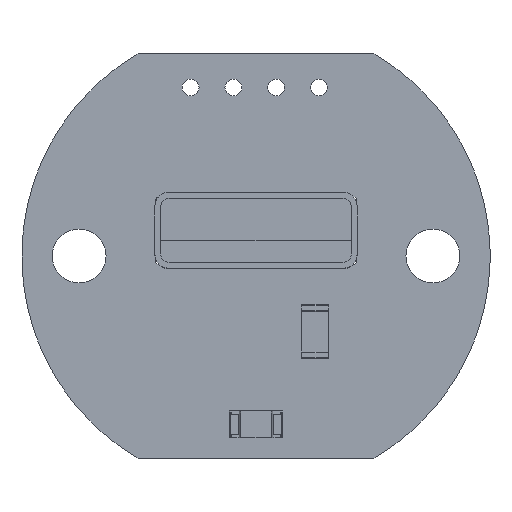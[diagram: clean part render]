
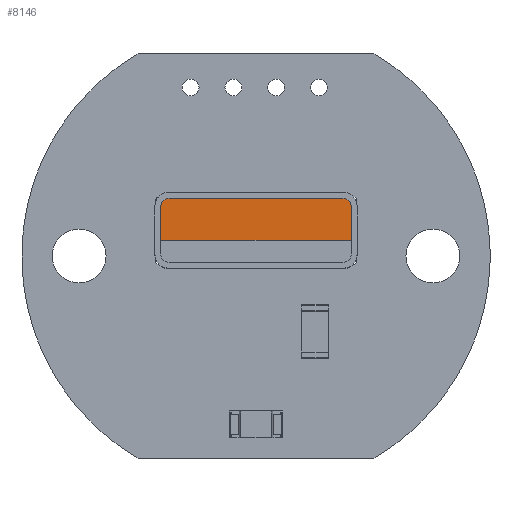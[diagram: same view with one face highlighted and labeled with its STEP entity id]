
A CAD part, top view. The second image highlights one B-rep face of the part: STEP entity #8146.
In plain terms, the highlighted planar face has unit normal (0, 0, 1).
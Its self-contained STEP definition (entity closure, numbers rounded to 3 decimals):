
#7741 = PLANE('',#7742);
#7742 = AXIS2_PLACEMENT_3D('',#7743,#7744,#7745);
#7743 = CARTESIAN_POINT('',(-5.65,1.9,0.));
#7744 = DIRECTION('',(0.,1.,0.));
#7745 = DIRECTION('',(1.,0.,0.));
#7766 = VERTEX_POINT('',#7767);
#7767 = CARTESIAN_POINT('',(-5.15,1.9,7.5));
#7781 = CYLINDRICAL_SURFACE('',#7782,0.5);
#7782 = AXIS2_PLACEMENT_3D('',#7783,#7784,#7785);
#7783 = CARTESIAN_POINT('',(-5.15,1.4,0.));
#7784 = DIRECTION('',(0.,0.,1.));
#7785 = DIRECTION('',(0.,1.,0.));
#7793 = EDGE_CURVE('',#7766,#7794,#7796,.T.);
#7794 = VERTEX_POINT('',#7795);
#7795 = CARTESIAN_POINT('',(5.15,1.9,7.5));
#7796 = SURFACE_CURVE('',#7797,(#7801,#7808),.PCURVE_S1.);
#7797 = LINE('',#7798,#7799);
#7798 = CARTESIAN_POINT('',(-5.65,1.9,7.5));
#7799 = VECTOR('',#7800,1.);
#7800 = DIRECTION('',(1.,0.,0.));
#7801 = PCURVE('',#7741,#7802);
#7802 = DEFINITIONAL_REPRESENTATION('',(#7803),#7807);
#7803 = LINE('',#7804,#7805);
#7804 = CARTESIAN_POINT('',(0.,-7.5));
#7805 = VECTOR('',#7806,1.);
#7806 = DIRECTION('',(1.,0.));
#7807 = ( GEOMETRIC_REPRESENTATION_CONTEXT(2) 
PARAMETRIC_REPRESENTATION_CONTEXT() REPRESENTATION_CONTEXT('2D SPACE',''
  ) );
#7808 = PCURVE('',#7809,#7814);
#7809 = PLANE('',#7810);
#7810 = AXIS2_PLACEMENT_3D('',#7811,#7812,#7813);
#7811 = CARTESIAN_POINT('',(0.,0.,7.5));
#7812 = DIRECTION('',(0.,0.,1.));
#7813 = DIRECTION('',(1.,0.,0.));
#7814 = DEFINITIONAL_REPRESENTATION('',(#7815),#7819);
#7815 = LINE('',#7816,#7817);
#7816 = CARTESIAN_POINT('',(-5.65,1.9));
#7817 = VECTOR('',#7818,1.);
#7818 = DIRECTION('',(1.,0.));
#7819 = ( GEOMETRIC_REPRESENTATION_CONTEXT(2) 
PARAMETRIC_REPRESENTATION_CONTEXT() REPRESENTATION_CONTEXT('2D SPACE',''
  ) );
#7835 = CYLINDRICAL_SURFACE('',#7836,0.5);
#7836 = AXIS2_PLACEMENT_3D('',#7837,#7838,#7839);
#7837 = CARTESIAN_POINT('',(5.15,1.4,0.));
#7838 = DIRECTION('',(0.,0.,1.));
#7839 = DIRECTION('',(0.,1.,0.));
#7868 = PLANE('',#7869);
#7869 = AXIS2_PLACEMENT_3D('',#7870,#7871,#7872);
#7870 = CARTESIAN_POINT('',(-5.65,-0.499,7.001));
#7871 = DIRECTION('',(-1.,-0.,-0.));
#7872 = DIRECTION('',(0.,0.,-1.));
#7982 = PLANE('',#7983);
#7983 = AXIS2_PLACEMENT_3D('',#7984,#7985,#7986);
#7984 = CARTESIAN_POINT('',(5.65,-0.499,7.001));
#7985 = DIRECTION('',(1.,0.,0.));
#7986 = DIRECTION('',(0.,0.,1.));
#8048 = VERTEX_POINT('',#8049);
#8049 = CARTESIAN_POINT('',(-5.65,1.4,7.5));
#8070 = EDGE_CURVE('',#7766,#8048,#8071,.T.);
#8071 = SURFACE_CURVE('',#8072,(#8077,#8084),.PCURVE_S1.);
#8072 = CIRCLE('',#8073,0.5);
#8073 = AXIS2_PLACEMENT_3D('',#8074,#8075,#8076);
#8074 = CARTESIAN_POINT('',(-5.15,1.4,7.5));
#8075 = DIRECTION('',(-0.,0.,1.));
#8076 = DIRECTION('',(0.,-1.,0.));
#8077 = PCURVE('',#7781,#8078);
#8078 = DEFINITIONAL_REPRESENTATION('',(#8079),#8083);
#8079 = LINE('',#8080,#8081);
#8080 = CARTESIAN_POINT('',(-3.142,7.5));
#8081 = VECTOR('',#8082,1.);
#8082 = DIRECTION('',(1.,0.));
#8083 = ( GEOMETRIC_REPRESENTATION_CONTEXT(2) 
PARAMETRIC_REPRESENTATION_CONTEXT() REPRESENTATION_CONTEXT('2D SPACE',''
  ) );
#8084 = PCURVE('',#7809,#8085);
#8085 = DEFINITIONAL_REPRESENTATION('',(#8086),#8090);
#8086 = CIRCLE('',#8087,0.5);
#8087 = AXIS2_PLACEMENT_2D('',#8088,#8089);
#8088 = CARTESIAN_POINT('',(-5.15,1.4));
#8089 = DIRECTION('',(0.,-1.));
#8090 = ( GEOMETRIC_REPRESENTATION_CONTEXT(2) 
PARAMETRIC_REPRESENTATION_CONTEXT() REPRESENTATION_CONTEXT('2D SPACE',''
  ) );
#8097 = EDGE_CURVE('',#7794,#8098,#8100,.T.);
#8098 = VERTEX_POINT('',#8099);
#8099 = CARTESIAN_POINT('',(5.65,1.4,7.5));
#8100 = SURFACE_CURVE('',#8101,(#8106,#8113),.PCURVE_S1.);
#8101 = CIRCLE('',#8102,0.5);
#8102 = AXIS2_PLACEMENT_3D('',#8103,#8104,#8105);
#8103 = CARTESIAN_POINT('',(5.15,1.4,7.5));
#8104 = DIRECTION('',(-0.,-0.,-1.));
#8105 = DIRECTION('',(0.,-1.,0.));
#8106 = PCURVE('',#7835,#8107);
#8107 = DEFINITIONAL_REPRESENTATION('',(#8108),#8112);
#8108 = LINE('',#8109,#8110);
#8109 = CARTESIAN_POINT('',(9.425,7.5));
#8110 = VECTOR('',#8111,1.);
#8111 = DIRECTION('',(-1.,0.));
#8112 = ( GEOMETRIC_REPRESENTATION_CONTEXT(2) 
PARAMETRIC_REPRESENTATION_CONTEXT() REPRESENTATION_CONTEXT('2D SPACE',''
  ) );
#8113 = PCURVE('',#7809,#8114);
#8114 = DEFINITIONAL_REPRESENTATION('',(#8115),#8123);
#8115 = ( BOUNDED_CURVE() B_SPLINE_CURVE(2,(#8116,#8117,#8118,#8119,
#8120,#8121,#8122),.UNSPECIFIED.,.T.,.F.) B_SPLINE_CURVE_WITH_KNOTS((1,2
    ,2,2,2,1),(-2.094,0.,2.094,4.189,
6.283,8.378),.UNSPECIFIED.) CURVE() 
GEOMETRIC_REPRESENTATION_ITEM() RATIONAL_B_SPLINE_CURVE((1.,0.5,1.,0.5,
1.,0.5,1.)) REPRESENTATION_ITEM('') );
#8116 = CARTESIAN_POINT('',(5.15,0.9));
#8117 = CARTESIAN_POINT('',(4.284,0.9));
#8118 = CARTESIAN_POINT('',(4.717,1.65));
#8119 = CARTESIAN_POINT('',(5.15,2.4));
#8120 = CARTESIAN_POINT('',(5.583,1.65));
#8121 = CARTESIAN_POINT('',(6.016,0.9));
#8122 = CARTESIAN_POINT('',(5.15,0.9));
#8123 = ( GEOMETRIC_REPRESENTATION_CONTEXT(2) 
PARAMETRIC_REPRESENTATION_CONTEXT() REPRESENTATION_CONTEXT('2D SPACE',''
  ) );
#8146 = ADVANCED_FACE('',(#8147),#7809,.T.);
#8147 = FACE_BOUND('',#8148,.T.);
#8148 = EDGE_LOOP('',(#8149,#8172,#8200,#8221,#8222,#8223));
#8149 = ORIENTED_EDGE('',*,*,#8150,.F.);
#8150 = EDGE_CURVE('',#8151,#8048,#8153,.T.);
#8151 = VERTEX_POINT('',#8152);
#8152 = CARTESIAN_POINT('',(-5.65,-0.6,7.5));
#8153 = SURFACE_CURVE('',#8154,(#8158,#8165),.PCURVE_S1.);
#8154 = LINE('',#8155,#8156);
#8155 = CARTESIAN_POINT('',(-5.65,-1.9,7.5));
#8156 = VECTOR('',#8157,1.);
#8157 = DIRECTION('',(0.,1.,0.));
#8158 = PCURVE('',#7809,#8159);
#8159 = DEFINITIONAL_REPRESENTATION('',(#8160),#8164);
#8160 = LINE('',#8161,#8162);
#8161 = CARTESIAN_POINT('',(-5.65,-1.9));
#8162 = VECTOR('',#8163,1.);
#8163 = DIRECTION('',(0.,1.));
#8164 = ( GEOMETRIC_REPRESENTATION_CONTEXT(2) 
PARAMETRIC_REPRESENTATION_CONTEXT() REPRESENTATION_CONTEXT('2D SPACE',''
  ) );
#8165 = PCURVE('',#7868,#8166);
#8166 = DEFINITIONAL_REPRESENTATION('',(#8167),#8171);
#8167 = LINE('',#8168,#8169);
#8168 = CARTESIAN_POINT('',(-0.499,1.401));
#8169 = VECTOR('',#8170,1.);
#8170 = DIRECTION('',(0.,-1.));
#8171 = ( GEOMETRIC_REPRESENTATION_CONTEXT(2) 
PARAMETRIC_REPRESENTATION_CONTEXT() REPRESENTATION_CONTEXT('2D SPACE',''
  ) );
#8172 = ORIENTED_EDGE('',*,*,#8173,.F.);
#8173 = EDGE_CURVE('',#8174,#8151,#8176,.T.);
#8174 = VERTEX_POINT('',#8175);
#8175 = CARTESIAN_POINT('',(5.65,-0.6,7.5));
#8176 = SURFACE_CURVE('',#8177,(#8181,#8188),.PCURVE_S1.);
#8177 = LINE('',#8178,#8179);
#8178 = CARTESIAN_POINT('',(5.65,-0.6,7.5));
#8179 = VECTOR('',#8180,1.);
#8180 = DIRECTION('',(-1.,0.,0.));
#8181 = PCURVE('',#7809,#8182);
#8182 = DEFINITIONAL_REPRESENTATION('',(#8183),#8187);
#8183 = LINE('',#8184,#8185);
#8184 = CARTESIAN_POINT('',(5.65,-0.6));
#8185 = VECTOR('',#8186,1.);
#8186 = DIRECTION('',(-1.,0.));
#8187 = ( GEOMETRIC_REPRESENTATION_CONTEXT(2) 
PARAMETRIC_REPRESENTATION_CONTEXT() REPRESENTATION_CONTEXT('2D SPACE',''
  ) );
#8188 = PCURVE('',#8189,#8194);
#8189 = PLANE('',#8190);
#8190 = AXIS2_PLACEMENT_3D('',#8191,#8192,#8193);
#8191 = CARTESIAN_POINT('',(5.65,-0.6,7.5));
#8192 = DIRECTION('',(0.,-1.,0.));
#8193 = DIRECTION('',(-1.,0.,0.));
#8194 = DEFINITIONAL_REPRESENTATION('',(#8195),#8199);
#8195 = LINE('',#8196,#8197);
#8196 = CARTESIAN_POINT('',(0.,-0.));
#8197 = VECTOR('',#8198,1.);
#8198 = DIRECTION('',(1.,0.));
#8199 = ( GEOMETRIC_REPRESENTATION_CONTEXT(2) 
PARAMETRIC_REPRESENTATION_CONTEXT() REPRESENTATION_CONTEXT('2D SPACE',''
  ) );
#8200 = ORIENTED_EDGE('',*,*,#8201,.F.);
#8201 = EDGE_CURVE('',#8098,#8174,#8202,.T.);
#8202 = SURFACE_CURVE('',#8203,(#8207,#8214),.PCURVE_S1.);
#8203 = LINE('',#8204,#8205);
#8204 = CARTESIAN_POINT('',(5.65,1.9,7.5));
#8205 = VECTOR('',#8206,1.);
#8206 = DIRECTION('',(0.,-1.,0.));
#8207 = PCURVE('',#7809,#8208);
#8208 = DEFINITIONAL_REPRESENTATION('',(#8209),#8213);
#8209 = LINE('',#8210,#8211);
#8210 = CARTESIAN_POINT('',(5.65,1.9));
#8211 = VECTOR('',#8212,1.);
#8212 = DIRECTION('',(0.,-1.));
#8213 = ( GEOMETRIC_REPRESENTATION_CONTEXT(2) 
PARAMETRIC_REPRESENTATION_CONTEXT() REPRESENTATION_CONTEXT('2D SPACE',''
  ) );
#8214 = PCURVE('',#7982,#8215);
#8215 = DEFINITIONAL_REPRESENTATION('',(#8216),#8220);
#8216 = LINE('',#8217,#8218);
#8217 = CARTESIAN_POINT('',(0.499,-2.399));
#8218 = VECTOR('',#8219,1.);
#8219 = DIRECTION('',(0.,1.));
#8220 = ( GEOMETRIC_REPRESENTATION_CONTEXT(2) 
PARAMETRIC_REPRESENTATION_CONTEXT() REPRESENTATION_CONTEXT('2D SPACE',''
  ) );
#8221 = ORIENTED_EDGE('',*,*,#8097,.F.);
#8222 = ORIENTED_EDGE('',*,*,#7793,.F.);
#8223 = ORIENTED_EDGE('',*,*,#8070,.T.);
